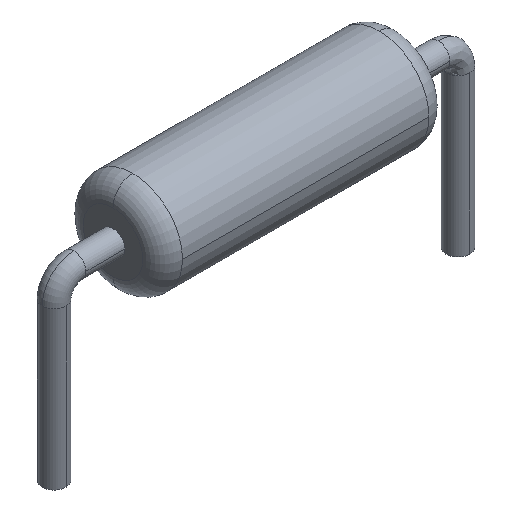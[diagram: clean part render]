
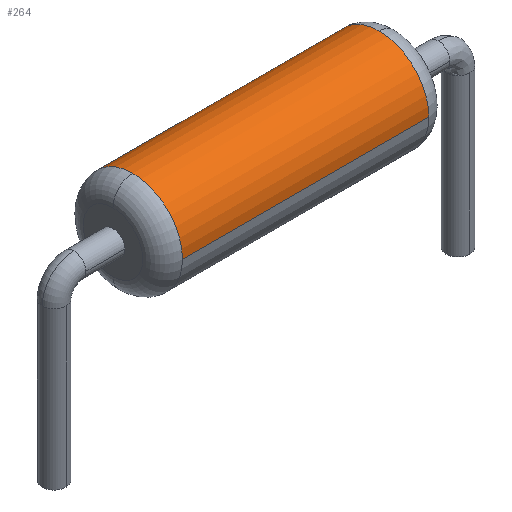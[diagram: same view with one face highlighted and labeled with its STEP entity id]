
A CAD part, isometric view. The second image highlights one B-rep face of the part: STEP entity #264.
In plain terms, the highlighted cylindrical face has radius 1.25 mm (diameter 2.5 mm), a partial arc.
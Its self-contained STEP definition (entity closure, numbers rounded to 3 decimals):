
#81=CARTESIAN_POINT('',(-3.1,-1.25,1.25));
#82=VERTEX_POINT('',#81);
#90=CARTESIAN_POINT('',(-3.1,0.,2.5));
#91=VERTEX_POINT('',#90);
#92=CARTESIAN_POINT('',(-3.1,0.,1.25));
#93=DIRECTION('',(-1.0,0.0,0.0));
#94=DIRECTION('',(0.0,-1.0,0.0));
#95=AXIS2_PLACEMENT_3D('',#92,#93,#94);
#96=CIRCLE('',#95,1.25);
#97=EDGE_CURVE('',#82,#91,#96,.T.);
#123=CARTESIAN_POINT('',(3.1,1.25,1.25));
#124=VERTEX_POINT('',#123);
#125=CARTESIAN_POINT('',(-3.1,1.25,1.25));
#126=VERTEX_POINT('',#125);
#127=CARTESIAN_POINT('',(3.1,1.25,1.25));
#128=DIRECTION('',(-1.0,0.0,0.0));
#129=VECTOR('',#128,6.2);
#130=LINE('',#127,#129);
#131=EDGE_CURVE('',#124,#126,#130,.T.);
#142=CARTESIAN_POINT('',(3.1,-1.25,1.25));
#143=VERTEX_POINT('',#142);
#151=CARTESIAN_POINT('',(3.1,-1.25,1.25));
#152=DIRECTION('',(-1.0,0.0,0.0));
#153=VECTOR('',#152,6.2);
#154=LINE('',#151,#153);
#155=EDGE_CURVE('',#143,#82,#154,.T.);
#173=CARTESIAN_POINT('',(3.1,0.,2.5));
#174=VERTEX_POINT('',#173);
#184=CARTESIAN_POINT('',(3.1,0.,1.25));
#185=DIRECTION('',(1.0,0.0,0.0));
#186=DIRECTION('',(0.0,-1.0,0.0));
#187=AXIS2_PLACEMENT_3D('',#184,#185,#186);
#188=CIRCLE('',#187,1.25);
#189=EDGE_CURVE('',#174,#143,#188,.T.);
#235=CARTESIAN_POINT('',(3.1,0.,1.25));
#236=DIRECTION('',(1.0,0.0,0.0));
#237=DIRECTION('',(0.0,-1.0,0.0));
#238=AXIS2_PLACEMENT_3D('',#235,#236,#237);
#239=CIRCLE('',#238,1.25);
#240=EDGE_CURVE('',#124,#174,#239,.T.);
#245=CARTESIAN_POINT('',(-3.6,0.,1.25));
#246=DIRECTION('',(1.0,0.,0.0));
#247=DIRECTION('',(0.0,1.0,0.0));
#248=AXIS2_PLACEMENT_3D('',#245,#246,#247);
#249=CYLINDRICAL_SURFACE('',#248,1.25);
#250=ORIENTED_EDGE('',*,*,#131,.T.);
#251=CARTESIAN_POINT('',(-3.1,0.,1.25));
#252=DIRECTION('',(-1.0,0.0,0.0));
#253=DIRECTION('',(0.0,-1.0,0.0));
#254=AXIS2_PLACEMENT_3D('',#251,#252,#253);
#255=CIRCLE('',#254,1.25);
#256=EDGE_CURVE('',#91,#126,#255,.T.);
#257=ORIENTED_EDGE('',*,*,#256,.F.);
#258=ORIENTED_EDGE('',*,*,#97,.F.);
#259=ORIENTED_EDGE('',*,*,#155,.F.);
#260=ORIENTED_EDGE('',*,*,#189,.F.);
#261=ORIENTED_EDGE('',*,*,#240,.F.);
#262=EDGE_LOOP('',(#250,#257,#258,#259,#260,#261));
#263=FACE_OUTER_BOUND('',#262,.T.);
#264=ADVANCED_FACE('',(#263),#249,.T.);
